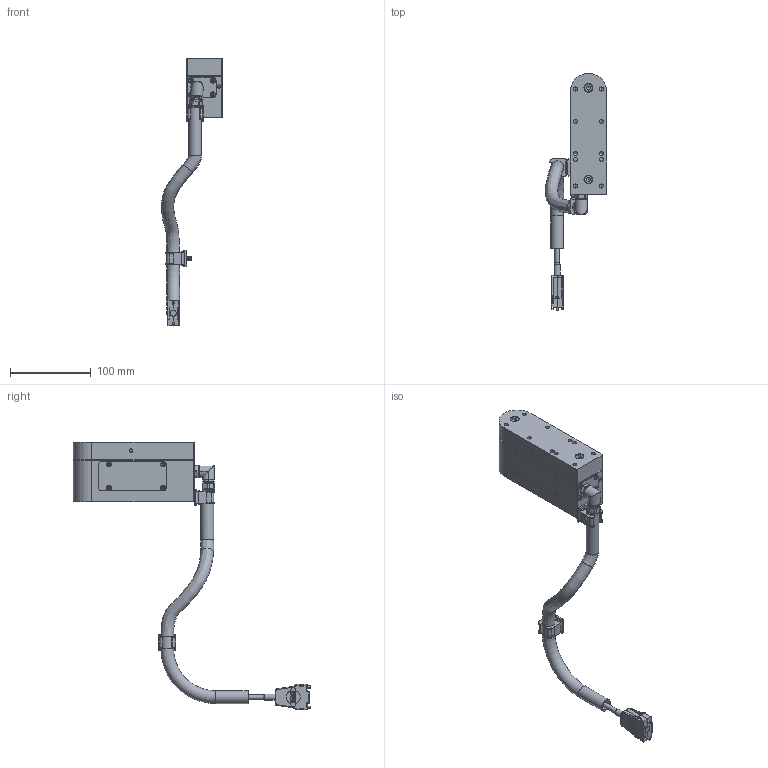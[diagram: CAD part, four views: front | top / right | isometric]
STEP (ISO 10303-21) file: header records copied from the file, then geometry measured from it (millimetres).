
FILE_DESCRIPTION (( 'STEP AP214' ), '1' );
FILE_NAME ('0186-2454_251114_DM03-37-FS2x-SL01.STEP', '2025-11-14T13:33:25', ( '' ), ( '' ), 'SwSTEP 2.0', 'SolidWorks 2025', '' );
FILE_SCHEMA (( 'AUTOMOTIVE_DESIGN' ));
Length unit declared in the file: millimetre
Products named in the file (18): 0230-0949_Gew.-Stift_I-6kt_K-k_M8x8_INOX; 0230-1037_Senk.-Schr_I-6rd_M3x12_8.8_v-b; 0230-0529_Gew.-Stift_I-6kt_K-k_M5x5_INOX; DM03k-37-FSAP; 0150-4791_MC01-SB15.8; 0230-0221_zyl.-schr._i-6kt_M6x16_8.8_v-b; 0230-0162_Gew.-Stift_I-6kt_K-k_M8x10_INOX; 0230-0453_Lins.-Schr_I-6rd_M5x10_INOX; Kabel_Schlauch_DM03-37-FS2x; DM03k-37-FSG; Kabel^Kabel_Schlauch_DM03-37-FS2x; DM03-37-FS2x-SL01; 0230-0256_Senk.-Schr_I-6rd_M3x8_INOX; 0180-2957_DM03k-37!48-GAP; 0186-2454_251114_DM03-37-FS2x-SL01; 0160-3850-MK01-M12x1.5-360; 0150-3028_Steckergehäuse; 0180-2967_DM03k-48!37-SA
Assembly tree (26 placements, depth 3):
  0186-2454_251114_DM03-37-FS2x-SL01
    DM03-37-FS2x-SL01
      DM03k-37-FSG
      DM03k-37-FSAP
      0180-2957_DM03k-37!48-GAP
      0180-2967_DM03k-48!37-SA
      0160-3850-MK01-M12x1.5-360
      0150-4791_MC01-SB15.8
      0230-0221_zyl.-schr._i-6kt_M6x16_8.8_v-b  x2
      0230-0949_Gew.-Stift_I-6kt_K-k_M8x8_INOX
      0230-0529_Gew.-Stift_I-6kt_K-k_M5x5_INOX
      0230-0256_Senk.-Schr_I-6rd_M3x8_INOX  x4
      0230-0162_Gew.-Stift_I-6kt_K-k_M8x10_INOX
      0230-0453_Lins.-Schr_I-6rd_M5x10_INOX
      0230-1037_Senk.-Schr_I-6rd_M3x12_8.8_v-b  x4
    Kabel_Schlauch_DM03-37-FS2x
      0230-0453_Lins.-Schr_I-6rd_M5x10_INOX
      0150-4791_MC01-SB15.8
      0150-3028_Steckergehäuse
      Kabel^Kabel_Schlauch_DM03-37-FS2x
Bounding box: 75.74 x 293.31 x 331.35 mm (x, y, z)
Volume: 535434.4 mm3; surface area: 130074.9 mm2
Topology: 29 solids, 29 shells, 2321 faces, 5707 edges, 3515 vertices
Faces by surface type: plane 888, cylinder 623, cone 529, bspline 208, torus 55, sphere 18
Full cylindrical faces by diameter (mm): 2.5 x8, 3 x132, 3.2 x8, 4.2 x4, 5 x23, 5.5 x8, 5.6 x3, 6 x30, 6.6 x2, 6.8 x2, 7.5 x2, 8 x12, 10 x2, 10.5 x1, 11 x2, 12 x3, 15.8 x3
Entity records: 67518 total; most frequent: CARTESIAN_POINT 25747, ORIENTED_EDGE 8004, DIRECTION 7085, EDGE_CURVE 4002, VERTEX_POINT 2677, AXIS2_PLACEMENT_3D 2503, EDGE_LOOP 2119, LINE 2079
